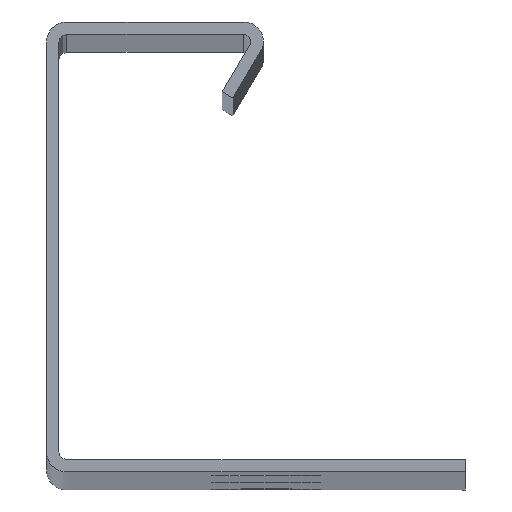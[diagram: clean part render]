
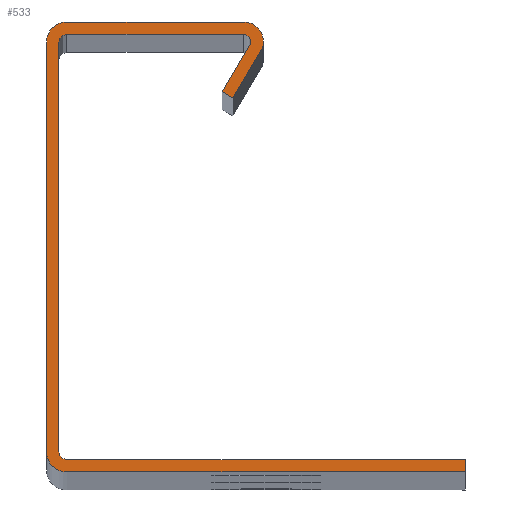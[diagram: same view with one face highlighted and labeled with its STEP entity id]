
A CAD part, top view. The second image highlights one B-rep face of the part: STEP entity #533.
In plain terms, the highlighted planar face has unit normal (0, 0, 1).
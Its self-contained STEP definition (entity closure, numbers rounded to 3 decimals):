
#1 = CARTESIAN_POINT ( 'NONE',  ( 3279.621, 37.961, 1500. ) ) ;
#4 = DIRECTION ( 'NONE',  ( 1., 0., 0. ) ) ;
#16 = CARTESIAN_POINT ( 'NONE',  ( 3293.901, 10.212, 1500. ) ) ;
#21 = DIRECTION ( 'NONE',  ( 1., 0., 0. ) ) ;
#22 = DIRECTION ( 'NONE',  ( 1., 0., 0. ) ) ;
#23 = DIRECTION ( 'NONE',  ( 0., 1., 0. ) ) ;
#25 = CARTESIAN_POINT ( 'NONE',  ( 3268.201, 11.512, 1500. ) ) ;
#26 = DIRECTION ( 'NONE',  ( 0., 0., 1. ) ) ;
#32 = CARTESIAN_POINT ( 'NONE',  ( 3268.201, 38.412, 1500. ) ) ;
#48 = DIRECTION ( 'NONE',  ( -1., 0., 0. ) ) ;
#51 = CARTESIAN_POINT ( 'NONE',  ( 3277.901, 11.012, 1500. ) ) ;
#56 = CARTESIAN_POINT ( 'NONE',  ( 3278.226, 34.722, 1500. ) ) ;
#59 = DIRECTION ( 'NONE',  ( 0.862, -0.507, 0. ) ) ;
#70 = CARTESIAN_POINT ( 'NONE',  ( 3280.054, 37.833, 1500. ) ) ;
#71 = DIRECTION ( 'NONE',  ( 1., 0., 0. ) ) ;
#76 = CARTESIAN_POINT ( 'NONE',  ( 3268.201, 10.212, 1500. ) ) ;
#83 = DIRECTION ( 'NONE',  ( 0., 0., -1. ) ) ;
#85 = DIRECTION ( 'NONE',  ( 1., 0., 0. ) ) ;
#86 = CARTESIAN_POINT ( 'NONE',  ( 3268.201, 11.512, 1500. ) ) ;
#93 = DIRECTION ( 'NONE',  ( -0.507, -0.862, 0. ) ) ;
#141 = DIRECTION ( 'NONE',  ( 1., 0., 0. ) ) ;
#142 = DIRECTION ( 'NONE',  ( 0., 0., -1. ) ) ;
#144 = CARTESIAN_POINT ( 'NONE',  ( 3268.201, 37.912, 1500. ) ) ;
#169 = DIRECTION ( 'NONE',  ( 0., 0., -1. ) ) ;
#172 = EDGE_CURVE ( 'NONE', #329, #434, #605, .T. ) ;
#174 = EDGE_CURVE ( 'NONE', #413, #418, #601, .T. ) ;
#179 = EDGE_CURVE ( 'NONE', #441, #376, #591, .T. ) ;
#181 = EDGE_CURVE ( 'NONE', #418, #441, #585, .T. ) ;
#184 = ORIENTED_EDGE ( 'NONE', *, *, #730, .T. ) ;
#185 = ORIENTED_EDGE ( 'NONE', *, *, #834, .T. ) ;
#189 = ORIENTED_EDGE ( 'NONE', *, *, #728, .T. ) ;
#198 = ORIENTED_EDGE ( 'NONE', *, *, #727, .T. ) ;
#202 = ORIENTED_EDGE ( 'NONE', *, *, #843, .T. ) ;
#292 = ORIENTED_EDGE ( 'NONE', *, *, #179, .T. ) ;
#293 = ORIENTED_EDGE ( 'NONE', *, *, #181, .T. ) ;
#300 = ORIENTED_EDGE ( 'NONE', *, *, #174, .T. ) ;
#301 = ORIENTED_EDGE ( 'NONE', *, *, #846, .T. ) ;
#309 = ORIENTED_EDGE ( 'NONE', *, *, #844, .T. ) ;
#310 = ORIENTED_EDGE ( 'NONE', *, *, #724, .T. ) ;
#311 = ORIENTED_EDGE ( 'NONE', *, *, #172, .T. ) ;
#315 = ORIENTED_EDGE ( 'NONE', *, *, #882, .T. ) ;
#316 = ORIENTED_EDGE ( 'NONE', *, *, #839, .T. ) ;
#317 = ORIENTED_EDGE ( 'NONE', *, *, #739, .T. ) ;
#318 = ORIENTED_EDGE ( 'NONE', *, *, #862, .T. ) ;
#329 = VERTEX_POINT ( 'NONE', #976 ) ;
#354 = VERTEX_POINT ( 'NONE', #987 ) ;
#373 = VERTEX_POINT ( 'NONE', #989 ) ;
#376 = VERTEX_POINT ( 'NONE', #998 ) ;
#397 = VERTEX_POINT ( 'NONE', #1006 ) ;
#403 = VERTEX_POINT ( 'NONE', #996 ) ;
#411 = VERTEX_POINT ( 'NONE', #1042 ) ;
#413 = VERTEX_POINT ( 'NONE', #1051 ) ;
#417 = VERTEX_POINT ( 'NONE', #1056 ) ;
#418 = VERTEX_POINT ( 'NONE', #1058 ) ;
#434 = VERTEX_POINT ( 'NONE', #1095 ) ;
#437 = VERTEX_POINT ( 'NONE', #1096 ) ;
#441 = VERTEX_POINT ( 'NONE', #1033 ) ;
#446 = VERTEX_POINT ( 'NONE', #966 ) ;
#448 = VERTEX_POINT ( 'NONE', #958 ) ;
#451 = VERTEX_POINT ( 'NONE', #942 ) ;
#463 = CIRCLE ( 'NONE', #786, 1.3 ) ;
#465 = CIRCLE ( 'NONE', #783, 1.3 ) ;
#466 = LINE ( 'NONE', #76, #472 ) ;
#467 = CIRCLE ( 'NONE', #782, 0.5 ) ;
#472 = VECTOR ( 'NONE', #71, 1000. ) ;
#485 = LINE ( 'NONE', #70, #487 ) ;
#487 = VECTOR ( 'NONE', #93, 1000. ) ;
#533 = ADVANCED_FACE ( 'NONE', ( #911 ), #1014, .T. ) ;
#559 = CARTESIAN_POINT ( 'NONE',  ( 3267.701, 37.912, 1500. ) ) ;
#563 = DIRECTION ( 'NONE',  ( 0., 1., 0. ) ) ;
#585 = CIRCLE ( 'NONE', #715, 1.255 ) ;
#586 = VECTOR ( 'NONE', #967, 1000. ) ;
#591 = LINE ( 'NONE', #954, #586 ) ;
#596 = VECTOR ( 'NONE', #947, 1000. ) ;
#600 = VECTOR ( 'NONE', #940, 1000. ) ;
#601 = LINE ( 'NONE', #939, #596 ) ;
#605 = LINE ( 'NONE', #937, #600 ) ;
#631 = EDGE_LOOP ( 'NONE', ( #310, #311, #198, #184, #316, #309, #189, #315, #318, #202, #185, #317, #301, #300, #293, #292 ) ) ;
#660 = CIRCLE ( 'NONE', #772, 0.452 ) ;
#665 = LINE ( 'NONE', #16, #671 ) ;
#671 = VECTOR ( 'NONE', #23, 1000. ) ;
#676 = LINE ( 'NONE', #32, #678 ) ;
#677 = LINE ( 'NONE', #51, #680 ) ;
#678 = VECTOR ( 'NONE', #22, 1000. ) ;
#680 = VECTOR ( 'NONE', #48, 1000. ) ;
#681 = LINE ( 'NONE', #56, #684 ) ;
#684 = VECTOR ( 'NONE', #59, 1000. ) ;
#709 = CIRCLE ( 'NONE', #827, 0.5 ) ;
#715 = AXIS2_PLACEMENT_3D ( 'NONE', #977, #979, #983 ) ;
#724 = EDGE_CURVE ( 'NONE', #376, #329, #463, .T. ) ;
#727 = EDGE_CURVE ( 'NONE', #434, #451, #465, .T. ) ;
#728 = EDGE_CURVE ( 'NONE', #354, #403, #467, .T. ) ;
#730 = EDGE_CURVE ( 'NONE', #451, #417, #466, .T. ) ;
#739 = EDGE_CURVE ( 'NONE', #448, #437, #485, .T. ) ;
#772 = AXIS2_PLACEMENT_3D ( 'NONE', #1, #169, #4 ) ;
#782 = AXIS2_PLACEMENT_3D ( 'NONE', #86, #83, #85 ) ;
#783 = AXIS2_PLACEMENT_3D ( 'NONE', #25, #26, #21 ) ;
#786 = AXIS2_PLACEMENT_3D ( 'NONE', #1113, #1101, #1098 ) ;
#792 = AXIS2_PLACEMENT_3D ( 'NONE', #1017, #1010, #1008 ) ;
#827 = AXIS2_PLACEMENT_3D ( 'NONE', #144, #142, #141 ) ;
#834 = EDGE_CURVE ( 'NONE', #411, #448, #660, .T. ) ;
#839 = EDGE_CURVE ( 'NONE', #417, #446, #665, .T. ) ;
#843 = EDGE_CURVE ( 'NONE', #373, #411, #676, .T. ) ;
#844 = EDGE_CURVE ( 'NONE', #446, #354, #677, .T. ) ;
#846 = EDGE_CURVE ( 'NONE', #437, #413, #681, .T. ) ;
#862 = EDGE_CURVE ( 'NONE', #397, #373, #709, .T. ) ;
#882 = EDGE_CURVE ( 'NONE', #403, #397, #1178, .T. ) ;
#911 = FACE_OUTER_BOUND ( 'NONE', #631, .T. ) ;
#937 = CARTESIAN_POINT ( 'NONE',  ( 3266.901, 37.912, 1500. ) ) ;
#939 = CARTESIAN_POINT ( 'NONE',  ( 3280.79, 37.507, 1500. ) ) ;
#940 = DIRECTION ( 'NONE',  ( 0., -1., 0. ) ) ;
#942 = CARTESIAN_POINT ( 'NONE',  ( 3268.201, 10.212, 1500. ) ) ;
#947 = DIRECTION ( 'NONE',  ( 0.507, 0.862, 0. ) ) ;
#954 = CARTESIAN_POINT ( 'NONE',  ( 3268.201, 39.212, 1500. ) ) ;
#958 = CARTESIAN_POINT ( 'NONE',  ( 3280.054, 37.833, 1500. ) ) ;
#966 = CARTESIAN_POINT ( 'NONE',  ( 3293.901, 11.012, 1500. ) ) ;
#967 = DIRECTION ( 'NONE',  ( -1., 0., 0. ) ) ;
#976 = CARTESIAN_POINT ( 'NONE',  ( 3266.901, 37.912, 1500. ) ) ;
#977 = CARTESIAN_POINT ( 'NONE',  ( 3279.62, 37.958, 1500. ) ) ;
#979 = DIRECTION ( 'NONE',  ( 0., 0., 1. ) ) ;
#983 = DIRECTION ( 'NONE',  ( 1., 0., 0. ) ) ;
#987 = CARTESIAN_POINT ( 'NONE',  ( 3268.201, 11.012, 1500. ) ) ;
#989 = CARTESIAN_POINT ( 'NONE',  ( 3268.201, 38.412, 1500. ) ) ;
#996 = CARTESIAN_POINT ( 'NONE',  ( 3267.701, 11.512, 1500. ) ) ;
#998 = CARTESIAN_POINT ( 'NONE',  ( 3268.201, 39.212, 1500. ) ) ;
#1006 = CARTESIAN_POINT ( 'NONE',  ( 3267.701, 37.912, 1500. ) ) ;
#1008 = DIRECTION ( 'NONE',  ( 1., 0., 0. ) ) ;
#1010 = DIRECTION ( 'NONE',  ( 0., 0., 1. ) ) ;
#1014 = PLANE ( 'NONE',  #792 ) ;
#1017 = CARTESIAN_POINT ( 'NONE',  ( 3268.201, 37.912, 1500. ) ) ;
#1033 = CARTESIAN_POINT ( 'NONE',  ( 3279.601, 39.212, 1500. ) ) ;
#1042 = CARTESIAN_POINT ( 'NONE',  ( 3279.601, 38.412, 1500. ) ) ;
#1051 = CARTESIAN_POINT ( 'NONE',  ( 3278.916, 34.317, 1500. ) ) ;
#1056 = CARTESIAN_POINT ( 'NONE',  ( 3293.901, 10.212, 1500. ) ) ;
#1058 = CARTESIAN_POINT ( 'NONE',  ( 3280.79, 37.507, 1500. ) ) ;
#1095 = CARTESIAN_POINT ( 'NONE',  ( 3266.901, 11.512, 1500. ) ) ;
#1096 = CARTESIAN_POINT ( 'NONE',  ( 3278.226, 34.722, 1500. ) ) ;
#1098 = DIRECTION ( 'NONE',  ( 1., 0., 0. ) ) ;
#1101 = DIRECTION ( 'NONE',  ( 0., 0., 1. ) ) ;
#1113 = CARTESIAN_POINT ( 'NONE',  ( 3268.201, 37.912, 1500. ) ) ;
#1178 = LINE ( 'NONE', #559, #1181 ) ;
#1181 = VECTOR ( 'NONE', #563, 1000. ) ;
